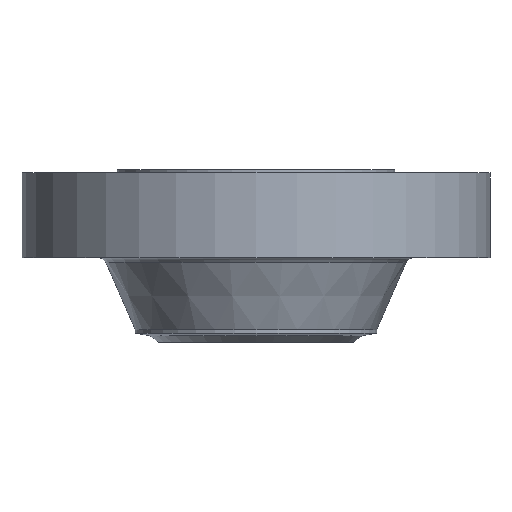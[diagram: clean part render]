
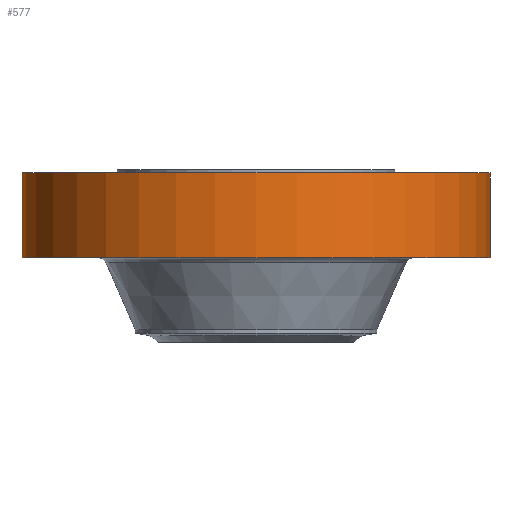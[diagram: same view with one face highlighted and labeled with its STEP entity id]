
A CAD part, front view. The second image highlights one B-rep face of the part: STEP entity #577.
In plain terms, the highlighted cylindrical face has radius 492.125 mm (diameter 984.25 mm), a partial arc.
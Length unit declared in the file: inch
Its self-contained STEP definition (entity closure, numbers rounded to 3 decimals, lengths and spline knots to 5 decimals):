
#80 = CARTESIAN_POINT ( 'NONE',  ( 0., 0., -0.25 ) ) ;
#81 = ORIENTED_EDGE ( 'NONE', *, *, #743, .T. ) ;
#98 = LINE ( 'NONE', #1494, #986 ) ;
#155 = CARTESIAN_POINT ( 'NONE',  ( 19.375, 0., -7.25 ) ) ;
#174 = DIRECTION ( 'NONE',  ( 1., 0., 0. ) ) ;
#240 = EDGE_CURVE ( 'NONE', #1732, #949, #1638, .T. ) ;
#258 = VECTOR ( 'NONE', #670, 39.37008 ) ;
#323 = DIRECTION ( 'NONE',  ( 0., 0., 1. ) ) ;
#453 = CARTESIAN_POINT ( 'NONE',  ( 19.375, 0., -0.25 ) ) ;
#509 = CARTESIAN_POINT ( 'NONE',  ( 0., 0., 0. ) ) ;
#565 = CARTESIAN_POINT ( 'NONE',  ( -19.375, 0., -0.25 ) ) ;
#577 = ADVANCED_FACE ( 'NONE', ( #908 ), #1189, .T. ) ;
#623 = EDGE_CURVE ( 'NONE', #822, #1731, #98, .T. ) ;
#630 = DIRECTION ( 'NONE',  ( 0., 0., 1. ) ) ;
#670 = DIRECTION ( 'NONE',  ( 0., 0., 1. ) ) ;
#735 = CIRCLE ( 'NONE', #963, 19.375 ) ;
#743 = EDGE_CURVE ( 'NONE', #822, #1732, #803, .T. ) ;
#790 = DIRECTION ( 'NONE',  ( 0., 0., 1. ) ) ;
#803 = CIRCLE ( 'NONE', #1697, 19.375 ) ;
#822 = VERTEX_POINT ( 'NONE', #1082 ) ;
#908 = FACE_OUTER_BOUND ( 'NONE', #1047, .T. ) ;
#949 = VERTEX_POINT ( 'NONE', #453 ) ;
#963 = AXIS2_PLACEMENT_3D ( 'NONE', #80, #323, #1728 ) ;
#986 = VECTOR ( 'NONE', #630, 39.37008 ) ;
#997 = ORIENTED_EDGE ( 'NONE', *, *, #1087, .F. ) ;
#1038 = ORIENTED_EDGE ( 'NONE', *, *, #240, .T. ) ;
#1047 = EDGE_LOOP ( 'NONE', ( #1554, #81, #1038, #997 ) ) ;
#1075 = CARTESIAN_POINT ( 'NONE',  ( 19.375, 0., 0. ) ) ;
#1082 = CARTESIAN_POINT ( 'NONE',  ( -19.375, 0., -7.25 ) ) ;
#1087 = EDGE_CURVE ( 'NONE', #1731, #949, #735, .T. ) ;
#1132 = AXIS2_PLACEMENT_3D ( 'NONE', #509, #790, #1211 ) ;
#1189 = CYLINDRICAL_SURFACE ( 'NONE', #1132, 19.375 ) ;
#1211 = DIRECTION ( 'NONE',  ( 1., 0., 0. ) ) ;
#1432 = CARTESIAN_POINT ( 'NONE',  ( 0., 0., -7.25 ) ) ;
#1494 = CARTESIAN_POINT ( 'NONE',  ( -19.375, 0., 0. ) ) ;
#1554 = ORIENTED_EDGE ( 'NONE', *, *, #623, .F. ) ;
#1638 = LINE ( 'NONE', #1075, #258 ) ;
#1697 = AXIS2_PLACEMENT_3D ( 'NONE', #1432, #1725, #174 ) ;
#1725 = DIRECTION ( 'NONE',  ( 0., 0., 1. ) ) ;
#1728 = DIRECTION ( 'NONE',  ( 1., 0., 0. ) ) ;
#1731 = VERTEX_POINT ( 'NONE', #565 ) ;
#1732 = VERTEX_POINT ( 'NONE', #155 ) ;
